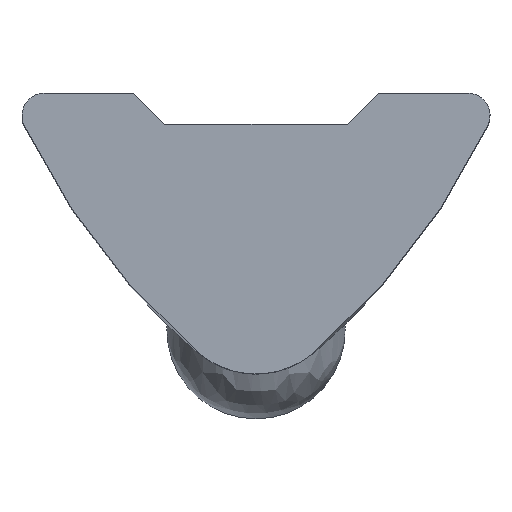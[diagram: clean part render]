
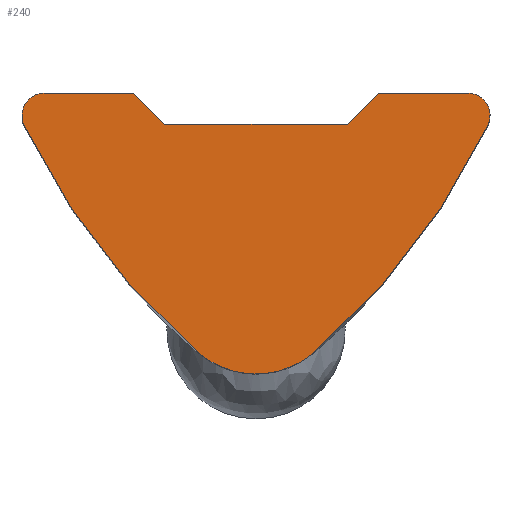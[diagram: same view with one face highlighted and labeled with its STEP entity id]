
A CAD part, top view. The second image highlights one B-rep face of the part: STEP entity #240.
In plain terms, the highlighted planar face has unit normal (0, 0, 1).
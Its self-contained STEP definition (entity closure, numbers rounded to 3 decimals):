
#31 = DIRECTION ( 'NONE',  ( 1., 0., 0. ) ) ;
#49 = CARTESIAN_POINT ( 'NONE',  ( 0., -0.7, 17. ) ) ;
#52 = DIRECTION ( 'NONE',  ( -1., 0., 0. ) ) ;
#77 = EDGE_CURVE ( 'NONE', #697, #971, #1189, .T. ) ;
#81 = CARTESIAN_POINT ( 'NONE',  ( 0., -4.3, 17. ) ) ;
#100 = DIRECTION ( 'NONE',  ( 0., 0., 1. ) ) ;
#105 = CARTESIAN_POINT ( 'NONE',  ( -4.75, -0.5, 17. ) ) ;
#128 = CARTESIAN_POINT ( 'NONE',  ( -4.75, -0.5, 17. ) ) ;
#131 = ORIENTED_EDGE ( 'NONE', *, *, #522, .T. ) ;
#176 = VERTEX_POINT ( 'NONE', #299 ) ;
#180 = DIRECTION ( 'NONE',  ( 0.707, 0.707, 0. ) ) ;
#185 = VERTEX_POINT ( 'NONE', #1142 ) ;
#200 = VERTEX_POINT ( 'NONE', #683 ) ;
#201 = AXIS2_PLACEMENT_3D ( 'NONE', #105, #860, #844 ) ;
#204 = EDGE_CURVE ( 'NONE', #200, #632, #1007, .T. ) ;
#212 = CARTESIAN_POINT ( 'NONE',  ( 9.203, 6.25, 17. ) ) ;
#226 = EDGE_CURVE ( 'NONE', #874, #406, #287, .T. ) ;
#229 = VECTOR ( 'NONE', #52, 1000. ) ;
#240 = ADVANCED_FACE ( 'NONE', ( #1062 ), #602, .T. ) ;
#255 = CARTESIAN_POINT ( 'NONE',  ( -2.75, 0., 17. ) ) ;
#265 = LINE ( 'NONE', #687, #229 ) ;
#272 = CARTESIAN_POINT ( 'NONE',  ( -9.203, 6.25, 17. ) ) ;
#280 = CARTESIAN_POINT ( 'NONE',  ( 0., 0., 17. ) ) ;
#287 = CIRCLE ( 'NONE', #735, 0.5 ) ;
#299 = CARTESIAN_POINT ( 'NONE',  ( -5.2, -0.718, 17. ) ) ;
#325 = DIRECTION ( 'NONE',  ( -1., 0., 0. ) ) ;
#328 = CARTESIAN_POINT ( 'NONE',  ( -2.75, 0., 17. ) ) ;
#333 = VECTOR ( 'NONE', #325, 1000. ) ;
#356 = AXIS2_PLACEMENT_3D ( 'NONE', #746, #722, #908 ) ;
#367 = ORIENTED_EDGE ( 'NONE', *, *, #1132, .F. ) ;
#368 = ORIENTED_EDGE ( 'NONE', *, *, #77, .T. ) ;
#369 = DIRECTION ( 'NONE',  ( -1., 0., 0. ) ) ;
#387 = CARTESIAN_POINT ( 'NONE',  ( 2.05, -0.7, 17. ) ) ;
#395 = CARTESIAN_POINT ( 'NONE',  ( 5.2, -0.718, 17. ) ) ;
#396 = ORIENTED_EDGE ( 'NONE', *, *, #712, .F. ) ;
#398 = EDGE_CURVE ( 'NONE', #185, #756, #1018, .T. ) ;
#406 = VERTEX_POINT ( 'NONE', #826 ) ;
#417 = DIRECTION ( 'NONE',  ( -1., 0., 0. ) ) ;
#433 = LINE ( 'NONE', #280, #955 ) ;
#444 = AXIS2_PLACEMENT_3D ( 'NONE', #272, #483, #848 ) ;
#483 = DIRECTION ( 'NONE',  ( 0., 0., -1. ) ) ;
#490 = DIRECTION ( 'NONE',  ( 0.707, -0.707, 0. ) ) ;
#522 = EDGE_CURVE ( 'NONE', #971, #1084, #265, .T. ) ;
#523 = ORIENTED_EDGE ( 'NONE', *, *, #1112, .T. ) ;
#549 = VECTOR ( 'NONE', #490, 1000. ) ;
#557 = CARTESIAN_POINT ( 'NONE',  ( -1.315, -5.807, 17. ) ) ;
#587 = VERTEX_POINT ( 'NONE', #255 ) ;
#602 = PLANE ( 'NONE',  #1172 ) ;
#627 = CARTESIAN_POINT ( 'NONE',  ( 4.75, 0., 17. ) ) ;
#632 = VERTEX_POINT ( 'NONE', #1005 ) ;
#673 = DIRECTION ( 'NONE',  ( -1., 0., 0. ) ) ;
#683 = CARTESIAN_POINT ( 'NONE',  ( 2.05, -0.7, 17. ) ) ;
#687 = CARTESIAN_POINT ( 'NONE',  ( 0., 0., 17. ) ) ;
#697 = VERTEX_POINT ( 'NONE', #395 ) ;
#700 = DIRECTION ( 'NONE',  ( 0., 0., 1. ) ) ;
#712 = EDGE_CURVE ( 'NONE', #176, #874, #827, .T. ) ;
#722 = DIRECTION ( 'NONE',  ( 0., 0., 1. ) ) ;
#733 = AXIS2_PLACEMENT_3D ( 'NONE', #212, #100, #673 ) ;
#735 = AXIS2_PLACEMENT_3D ( 'NONE', #128, #792, #417 ) ;
#745 = CARTESIAN_POINT ( 'NONE',  ( 2.75, 0., 17. ) ) ;
#746 = CARTESIAN_POINT ( 'NONE',  ( 4.75, -0.5, 17. ) ) ;
#756 = VERTEX_POINT ( 'NONE', #557 ) ;
#778 = CARTESIAN_POINT ( 'NONE',  ( 0., 0., 17. ) ) ;
#783 = EDGE_LOOP ( 'NONE', ( #1038, #367, #1183, #1036, #396, #523, #846, #872, #368, #131, #943 ) ) ;
#788 = AXIS2_PLACEMENT_3D ( 'NONE', #81, #920, #369 ) ;
#792 = DIRECTION ( 'NONE',  ( 0., 0., -1. ) ) ;
#826 = CARTESIAN_POINT ( 'NONE',  ( -4.75, 0., 17. ) ) ;
#827 = CIRCLE ( 'NONE', #201, 0.5 ) ;
#844 = DIRECTION ( 'NONE',  ( -1., 0., 0. ) ) ;
#846 = ORIENTED_EDGE ( 'NONE', *, *, #398, .F. ) ;
#848 = DIRECTION ( 'NONE',  ( -1., 0., 0. ) ) ;
#860 = DIRECTION ( 'NONE',  ( 0., 0., -1. ) ) ;
#872 = ORIENTED_EDGE ( 'NONE', *, *, #1096, .F. ) ;
#874 = VERTEX_POINT ( 'NONE', #1041 ) ;
#908 = DIRECTION ( 'NONE',  ( -1., 0., 0. ) ) ;
#920 = DIRECTION ( 'NONE',  ( 0., 0., -1. ) ) ;
#923 = LINE ( 'NONE', #328, #549 ) ;
#929 = DIRECTION ( 'NONE',  ( -1., 0., 0. ) ) ;
#943 = ORIENTED_EDGE ( 'NONE', *, *, #1111, .F. ) ;
#955 = VECTOR ( 'NONE', #929, 1000. ) ;
#967 = VECTOR ( 'NONE', #180, 1000. ) ;
#971 = VERTEX_POINT ( 'NONE', #627 ) ;
#1005 = CARTESIAN_POINT ( 'NONE',  ( -2.05, -0.7, 17. ) ) ;
#1007 = LINE ( 'NONE', #49, #333 ) ;
#1018 = CIRCLE ( 'NONE', #788, 2. ) ;
#1033 = CIRCLE ( 'NONE', #444, 16. ) ;
#1036 = ORIENTED_EDGE ( 'NONE', *, *, #226, .F. ) ;
#1038 = ORIENTED_EDGE ( 'NONE', *, *, #204, .T. ) ;
#1041 = CARTESIAN_POINT ( 'NONE',  ( -5.25, -0.5, 17. ) ) ;
#1049 = EDGE_CURVE ( 'NONE', #587, #406, #433, .T. ) ;
#1062 = FACE_OUTER_BOUND ( 'NONE', #783, .T. ) ;
#1084 = VERTEX_POINT ( 'NONE', #745 ) ;
#1096 = EDGE_CURVE ( 'NONE', #697, #185, #1033, .T. ) ;
#1111 = EDGE_CURVE ( 'NONE', #200, #1084, #1159, .T. ) ;
#1112 = EDGE_CURVE ( 'NONE', #176, #756, #1187, .T. ) ;
#1132 = EDGE_CURVE ( 'NONE', #587, #632, #923, .T. ) ;
#1142 = CARTESIAN_POINT ( 'NONE',  ( 1.315, -5.807, 17. ) ) ;
#1159 = LINE ( 'NONE', #387, #967 ) ;
#1172 = AXIS2_PLACEMENT_3D ( 'NONE', #778, #700, #31 ) ;
#1183 = ORIENTED_EDGE ( 'NONE', *, *, #1049, .T. ) ;
#1187 = CIRCLE ( 'NONE', #733, 16. ) ;
#1189 = CIRCLE ( 'NONE', #356, 0.5 ) ;
